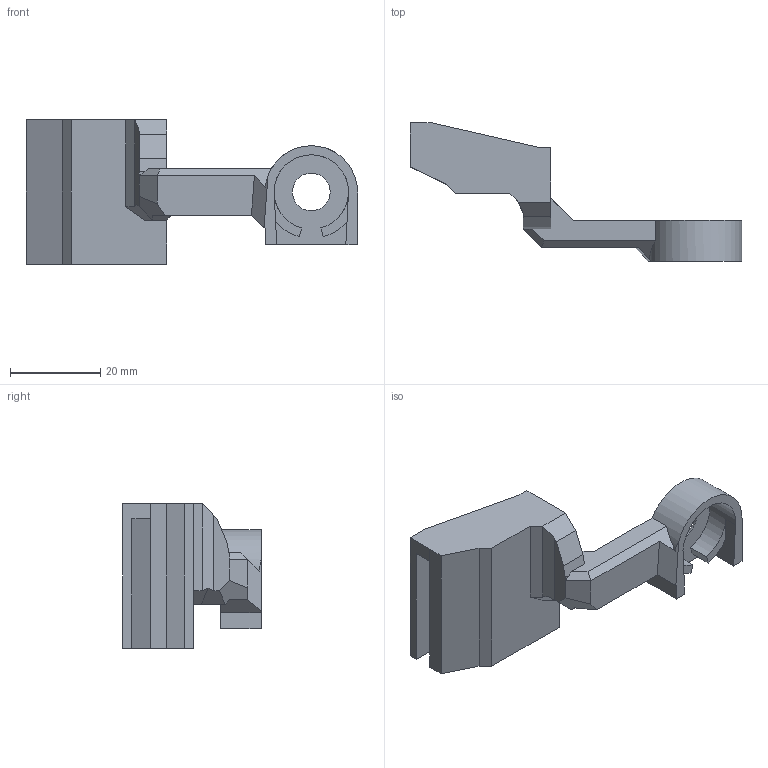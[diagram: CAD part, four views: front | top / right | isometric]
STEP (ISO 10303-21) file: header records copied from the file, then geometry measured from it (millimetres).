
FILE_DESCRIPTION(/* description */ ('STEP AP242','CAx-IF Rec.Pracs.---Representation and Presentation of Product Manufacturing Information (PMI)---4.0---2014-10-13','CAx-IF Rec.Pracs.---3D Tessellated Geometry---0.4---2014-09-14','2;1'),/* implementation_level */ '2;1');
FILE_NAME(/* name */ '658ee9cf72334c18f213451b',/* time_stamp */ '2023-12-29T15:46:24Z',/* author */ (''),/* organization */ (''),/* preprocessor_version */ 'ST-DEVELOPER v19.4',/* originating_system */ ' ',/* authorisation */ ' ');
FILE_SCHEMA (('AP242_MANAGED_MODEL_BASED_3D_ENGINEERING_MIM_LF { 1 0 10303 442 1 1 4 }'));
Length unit declared in the file: metre
Products named in the file (1): pot2 v10
Bounding box: 73.34 x 30.64 x 32 mm (x, y, z)
Volume: 12213.5 mm3; surface area: 7797.5 mm2
Topology: 1 solids, 1 shells, 61 faces, 174 edges, 115 vertices
Faces by surface type: plane 56, cylinder 4, torus 1
Entity records: 1979 total; most frequent: CARTESIAN_POINT 350, ORIENTED_EDGE 346, DIRECTION 311, EDGE_CURVE 173, LINE 159, VECTOR 159, VERTEX_POINT 115, AXIS2_PLACEMENT_3D 76
